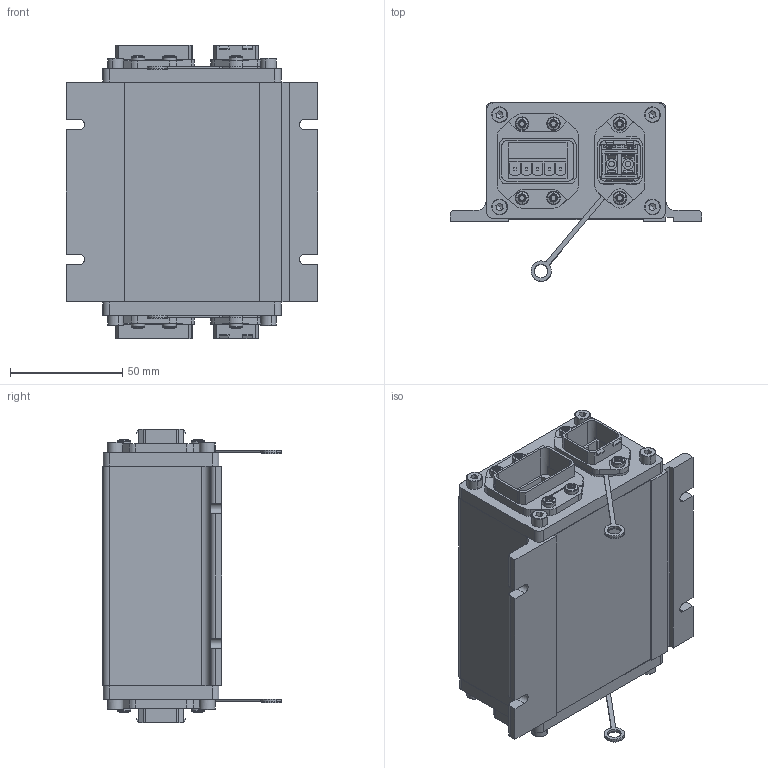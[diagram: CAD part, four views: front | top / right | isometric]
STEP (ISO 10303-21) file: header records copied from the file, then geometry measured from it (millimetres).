
FILE_DESCRIPTION(('CATIA V5 STEP Exchange','CAx-IF Rec.Pracs.--- Model Styling and Organization---1.4--- 2014-01-23'),'2;1');
FILE_NAME ('195214-3_0_2448840000_2448840000.stp','2020-08-17T05:18:55+00:00',('none'),('Weidmueller'),'CATIA Version 5-6 Release 2016 SP3 HF44','CATIA V5 STEP AP214','none');
FILE_SCHEMA(('AUTOMOTIVE_DESIGN { 1 0 10303 214 1 1 1 1 }'));
Products named in the file (1): 2448840000
Bounding box: 112 x 79.5 x 130.6 mm (x, y, z)
Volume: 468314.3 mm3; surface area: 96592.5 mm2
Topology: 5 solids, 9 shells, 2400 faces, 6780 edges, 4540 vertices
Faces by surface type: plane 1338, cylinder 606, bspline 292, torus 80, sphere 56, cone 24, extrusion 4
Entity records: 80728 total; most frequent: CARTESIAN_POINT 24023, ORIENTED_EDGE 13512, DIRECTION 8945, EDGE_CURVE 6756, VERTEX_POINT 4532, VECTOR 4062, LINE 4058, AXIS2_PLACEMENT_3D 3132
